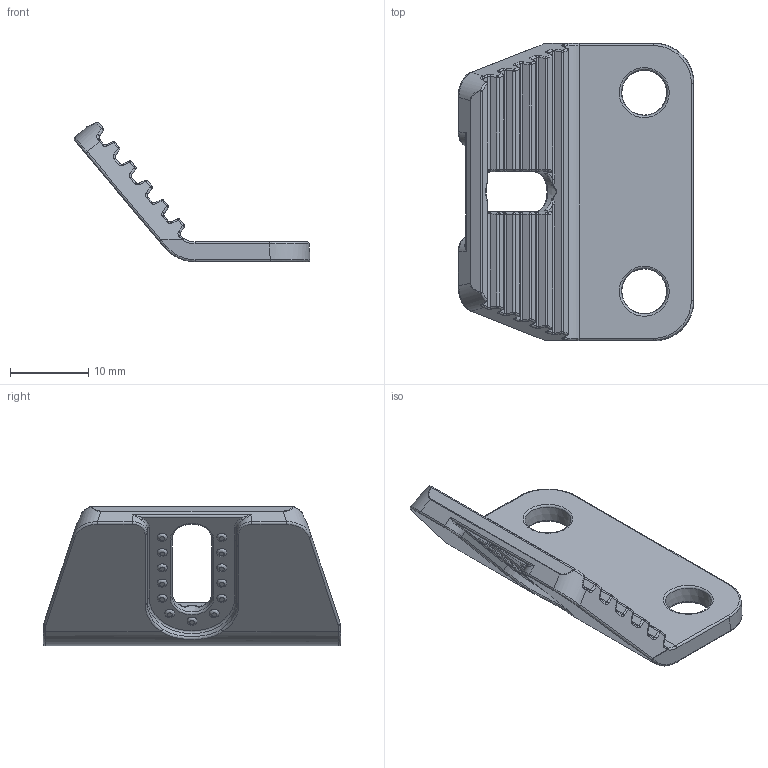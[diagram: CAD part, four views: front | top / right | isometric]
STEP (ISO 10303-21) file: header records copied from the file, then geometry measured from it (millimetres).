
FILE_DESCRIPTION(/* description */ (''),/* implementation_level */ '2;1');
FILE_NAME(/* name */ 'OS_Claw_Base.step',/* time_stamp */ '2024-10-14T15:39:19-05:00',/* author */ (''),/* organization */ (''),/* preprocessor_version */ 'ST-DEVELOPER v20',/* originating_system */ 'Autodesk Translation Framework v13.20.0.188',/* authorisation */ '');
FILE_SCHEMA (('AUTOMOTIVE_DESIGN { 1 0 10303 214 3 1 1 }'));
Length unit declared in the file: inch
Products named in the file (1): TREX_Claw_Base
Bounding box: 30.13 x 38.08 x 17.84 mm (x, y, z)
Volume: 3107.5 mm3; surface area: 3118.5 mm2
Topology: 1 solids, 1 shells, 388 faces, 860 edges, 464 vertices
Faces by surface type: cylinder 140, bspline 109, plane 70, sphere 46, torus 18, cone 5
Entity records: 12696 total; most frequent: CARTESIAN_POINT 4376, DIRECTION 1833, ORIENTED_EDGE 1676, EDGE_CURVE 838, AXIS2_PLACEMENT_3D 772, VERTEX_POINT 464, EDGE_LOOP 406, FACE_OUTER_BOUND 388
